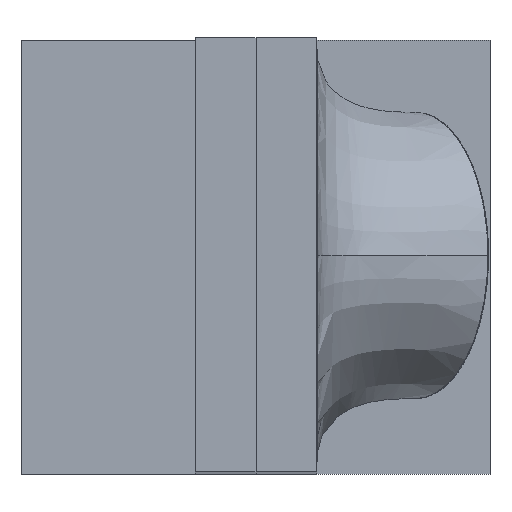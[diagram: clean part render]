
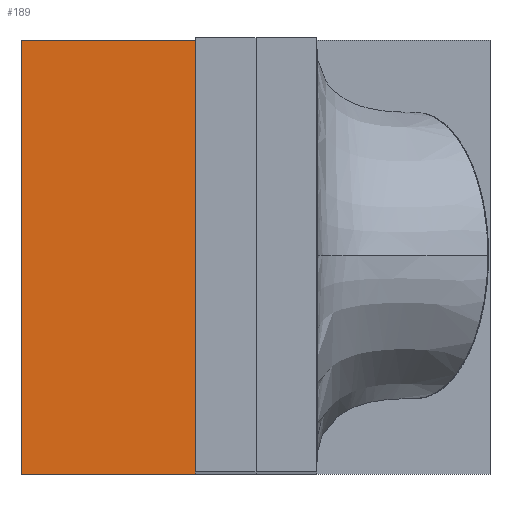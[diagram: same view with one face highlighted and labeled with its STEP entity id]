
A CAD part, top view. The second image highlights one B-rep face of the part: STEP entity #189.
In plain terms, the highlighted planar face has unit normal (0, 0, 1).
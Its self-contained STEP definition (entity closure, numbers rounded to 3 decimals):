
#100=B_SPLINE_CURVE_WITH_KNOTS($,1,(#4480,#4481),.UNSPECIFIED.,.F.,.F.,(2,
2),(178.731,345.413),.UNSPECIFIED.);
#101=B_SPLINE_CURVE_WITH_KNOTS($,1,(#4482,#4483),.UNSPECIFIED.,.F.,.F.,(2,
2),(345.413,434.779),.UNSPECIFIED.);
#108=B_SPLINE_CURVE_WITH_KNOTS($,1,(#4502,#4503),.UNSPECIFIED.,.F.,.F.,(2,
2),(89.366,178.731),.UNSPECIFIED.);
#115=B_SPLINE_CURVE_WITH_KNOTS($,3,(#4516,#4517,#4518,#4519),.UNSPECIFIED.,
.F.,.F.,(4,4),(0.,167.),.UNSPECIFIED.);
#189=ADVANCED_FACE($,(#245),#838,.T.);
#245=FACE_OUTER_BOUND($,#305,.T.);
#305=EDGE_LOOP($,(#506,#507,#508,#509));
#506=ORIENTED_EDGE($,*,*,#687,.F.);
#507=ORIENTED_EDGE($,*,*,#686,.F.);
#508=ORIENTED_EDGE($,*,*,#694,.F.);
#509=ORIENTED_EDGE($,*,*,#701,.F.);
#686=EDGE_CURVE($,#804,#805,#100,.T.);
#687=EDGE_CURVE($,#805,#800,#101,.T.);
#694=EDGE_CURVE($,#801,#804,#108,.T.);
#701=EDGE_CURVE($,#800,#801,#115,.T.);
#800=VERTEX_POINT($,#4534);
#801=VERTEX_POINT($,#4535);
#804=VERTEX_POINT($,#4538);
#805=VERTEX_POINT($,#4539);
#838=PLANE($,#1010);
#1010=AXIS2_PLACEMENT_3D($,#4525,#1041,$);
#1041=DIRECTION($,(0.,0.,1.));
#4480=CARTESIAN_POINT($,(-90.,-83.5,5.));
#4481=CARTESIAN_POINT($,(-90.,83.5,5.));
#4482=CARTESIAN_POINT($,(-90.,83.5,5.));
#4483=CARTESIAN_POINT($,(0.,83.5,5.));
#4502=CARTESIAN_POINT($,(0.,-83.5,5.));
#4503=CARTESIAN_POINT($,(-90.,-83.5,5.));
#4516=CARTESIAN_POINT($,(0.,83.5,5.));
#4517=CARTESIAN_POINT($,(0.,27.833,5.));
#4518=CARTESIAN_POINT($,(0.,-27.833,5.));
#4519=CARTESIAN_POINT($,(0.,-83.5,5.));
#4525=CARTESIAN_POINT($,(0.,-83.5,5.));
#4534=CARTESIAN_POINT($,(0.,83.5,5.));
#4535=CARTESIAN_POINT($,(0.,-83.5,5.));
#4538=CARTESIAN_POINT($,(-90.,-83.5,5.));
#4539=CARTESIAN_POINT($,(-90.,83.5,5.));
